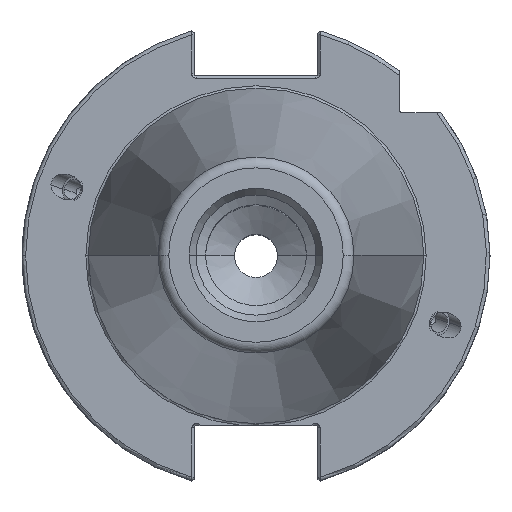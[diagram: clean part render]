
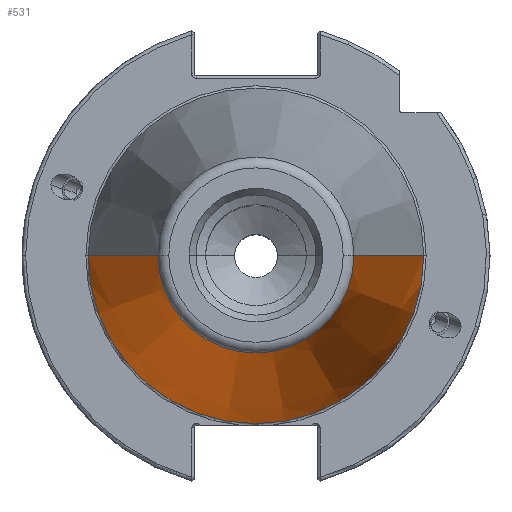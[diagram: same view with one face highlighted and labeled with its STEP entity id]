
A CAD part, top view. The second image highlights one B-rep face of the part: STEP entity #531.
In plain terms, the highlighted conical face has half-angle 8.297 degrees and reference radius 20.108 mm.
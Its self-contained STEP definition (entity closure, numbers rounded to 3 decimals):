
#126 = DIRECTION ( 'NONE',  ( -1., 0., 0. ) ) ;
#531 = ADVANCED_FACE ( 'NONE', ( #3896 ), #4857, .T. ) ;
#673 = CARTESIAN_POINT ( 'NONE',  ( 20.389, 0., 99.675 ) ) ;
#995 = AXIS2_PLACEMENT_3D ( 'NONE', #8339, #4233, #126 ) ;
#1634 = CARTESIAN_POINT ( 'NONE',  ( 34.925, 0., 0. ) ) ;
#1800 = CARTESIAN_POINT ( 'NONE',  ( 0., 0., 99.675 ) ) ;
#2073 = CARTESIAN_POINT ( 'NONE',  ( -34.925, 0., 0. ) ) ;
#2462 = DIRECTION ( 'NONE',  ( 1., 0., 0. ) ) ;
#2688 = VERTEX_POINT ( 'NONE', #673 ) ;
#3192 = VERTEX_POINT ( 'NONE', #2073 ) ;
#3339 = AXIS2_PLACEMENT_3D ( 'NONE', #1800, #6593, #2462 ) ;
#3688 = ORIENTED_EDGE ( 'NONE', *, *, #3960, .F. ) ;
#3698 = CARTESIAN_POINT ( 'NONE',  ( 20.108, 0., 101.6 ) ) ;
#3783 = VECTOR ( 'NONE', #4457, 1000. ) ;
#3791 = VECTOR ( 'NONE', #3914, 1000. ) ;
#3896 = FACE_OUTER_BOUND ( 'NONE', #8208, .T. ) ;
#3914 = DIRECTION ( 'NONE',  ( 0.144, 0., -0.99 ) ) ;
#3960 = EDGE_CURVE ( 'NONE', #2688, #4771, #7466, .T. ) ;
#4091 = CARTESIAN_POINT ( 'NONE',  ( -20.108, 0., 101.6 ) ) ;
#4233 = DIRECTION ( 'NONE',  ( 0., 0., -1. ) ) ;
#4345 = ORIENTED_EDGE ( 'NONE', *, *, #4382, .T. ) ;
#4382 = EDGE_CURVE ( 'NONE', #7323, #3192, #5848, .T. ) ;
#4457 = DIRECTION ( 'NONE',  ( -0.144, 0., -0.99 ) ) ;
#4771 = VERTEX_POINT ( 'NONE', #1634 ) ;
#4857 = CONICAL_SURFACE ( 'NONE', #7414, 20.108, 0.145 ) ;
#5421 = ORIENTED_EDGE ( 'NONE', *, *, #5492, .F. ) ;
#5492 = EDGE_CURVE ( 'NONE', #4771, #3192, #5944, .T. ) ;
#5848 = LINE ( 'NONE', #4091, #3783 ) ;
#5944 = CIRCLE ( 'NONE', #995, 34.925 ) ;
#6297 = ORIENTED_EDGE ( 'NONE', *, *, #7160, .T. ) ;
#6593 = DIRECTION ( 'NONE',  ( 0., 0., -1. ) ) ;
#7160 = EDGE_CURVE ( 'NONE', #2688, #7323, #7521, .T. ) ;
#7323 = VERTEX_POINT ( 'NONE', #8130 ) ;
#7414 = AXIS2_PLACEMENT_3D ( 'NONE', #8197, #8026, #7629 ) ;
#7466 = LINE ( 'NONE', #3698, #3791 ) ;
#7521 = CIRCLE ( 'NONE', #3339, 20.389 ) ;
#7629 = DIRECTION ( 'NONE',  ( -1., 0., 0. ) ) ;
#8026 = DIRECTION ( 'NONE',  ( 0., 0., -1. ) ) ;
#8130 = CARTESIAN_POINT ( 'NONE',  ( -20.389, 0., 99.675 ) ) ;
#8197 = CARTESIAN_POINT ( 'NONE',  ( 0., 0., 101.6 ) ) ;
#8208 = EDGE_LOOP ( 'NONE', ( #3688, #6297, #4345, #5421 ) ) ;
#8339 = CARTESIAN_POINT ( 'NONE',  ( 0., 0., 0. ) ) ;
